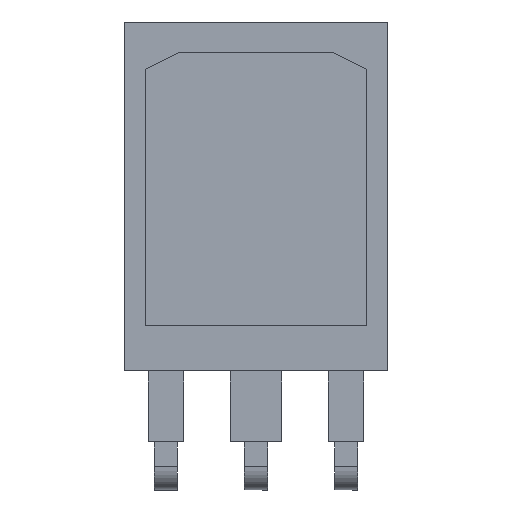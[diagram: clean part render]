
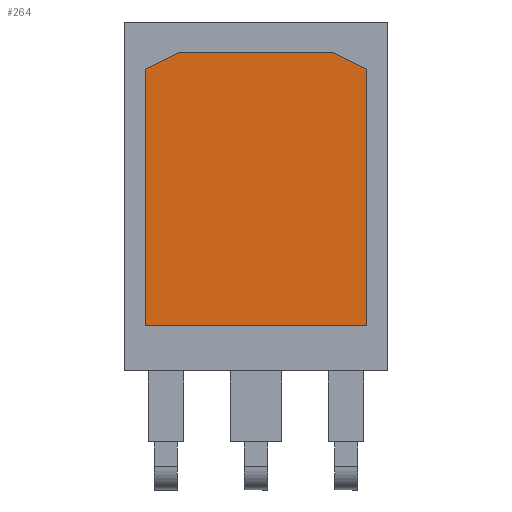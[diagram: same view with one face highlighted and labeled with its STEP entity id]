
A CAD part, top view. The second image highlights one B-rep face of the part: STEP entity #264.
In plain terms, the highlighted planar face has unit normal (0, 0, 1).
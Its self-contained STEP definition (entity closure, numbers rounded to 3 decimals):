
#80=CARTESIAN_POINT('',(4.7,26.025,5.02));
#81=VERTEX_POINT('',#80);
#88=CARTESIAN_POINT('',(6.7,25.025,5.02));
#89=VERTEX_POINT('',#88);
#90=CARTESIAN_POINT('',(4.7,26.025,5.02));
#91=DIRECTION('',(0.894,-0.447,0.0));
#92=VECTOR('',#91,2.236);
#93=LINE('',#90,#92);
#94=EDGE_CURVE('',#81,#89,#93,.T.);
#118=CARTESIAN_POINT('',(-4.7,26.025,5.02));
#119=VERTEX_POINT('',#118);
#126=CARTESIAN_POINT('',(-4.7,26.025,5.02));
#127=DIRECTION('',(1.0,0.0,0.0));
#128=VECTOR('',#127,9.4);
#129=LINE('',#126,#128);
#130=EDGE_CURVE('',#119,#81,#129,.T.);
#149=CARTESIAN_POINT('',(-6.7,25.025,5.02));
#150=VERTEX_POINT('',#149);
#157=CARTESIAN_POINT('',(-6.7,25.025,5.02));
#158=DIRECTION('',(0.894,0.447,0.0));
#159=VECTOR('',#158,2.236);
#160=LINE('',#157,#159);
#161=EDGE_CURVE('',#150,#119,#160,.T.);
#180=CARTESIAN_POINT('',(-6.7,9.525,5.02));
#181=VERTEX_POINT('',#180);
#188=CARTESIAN_POINT('',(-6.7,9.525,5.02));
#189=DIRECTION('',(0.0,1.0,0.0));
#190=VECTOR('',#189,15.5);
#191=LINE('',#188,#190);
#192=EDGE_CURVE('',#181,#150,#191,.T.);
#211=CARTESIAN_POINT('',(6.7,9.525,5.02));
#212=VERTEX_POINT('',#211);
#219=CARTESIAN_POINT('',(6.7,9.525,5.02));
#220=DIRECTION('',(-1.0,0.0,0.0));
#221=VECTOR('',#220,13.4);
#222=LINE('',#219,#221);
#223=EDGE_CURVE('',#212,#181,#222,.T.);
#241=CARTESIAN_POINT('',(6.7,25.025,5.02));
#242=DIRECTION('',(0.0,-1.0,0.0));
#243=VECTOR('',#242,15.5);
#244=LINE('',#241,#243);
#245=EDGE_CURVE('',#89,#212,#244,.T.);
#251=CARTESIAN_POINT('',(0.,17.537,5.02));
#252=DIRECTION('',(0.0,0.0,1.0));
#253=DIRECTION('',(1.0,0.0,0.0));
#254=AXIS2_PLACEMENT_3D('',#251,#252,#253);
#255=PLANE('',#254);
#256=ORIENTED_EDGE('',*,*,#245,.F.);
#257=ORIENTED_EDGE('',*,*,#94,.F.);
#258=ORIENTED_EDGE('',*,*,#130,.F.);
#259=ORIENTED_EDGE('',*,*,#161,.F.);
#260=ORIENTED_EDGE('',*,*,#192,.F.);
#261=ORIENTED_EDGE('',*,*,#223,.F.);
#262=EDGE_LOOP('',(#256,#257,#258,#259,#260,#261));
#263=FACE_OUTER_BOUND('',#262,.T.);
#264=ADVANCED_FACE('',(#263),#255,.T.);
